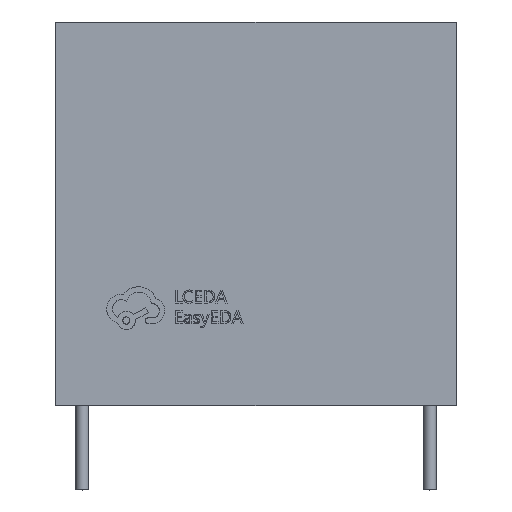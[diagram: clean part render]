
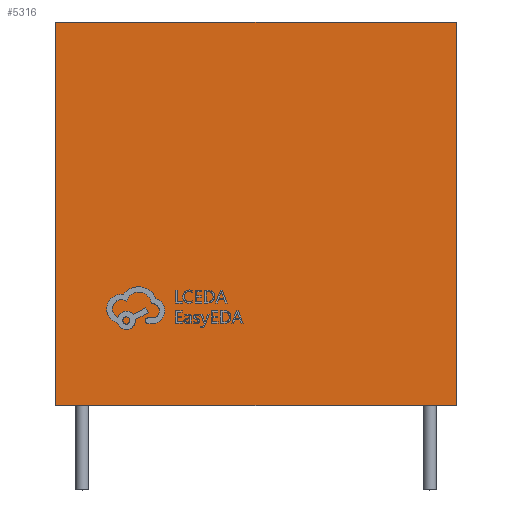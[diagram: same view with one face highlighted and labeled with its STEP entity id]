
A CAD part, top view. The second image highlights one B-rep face of the part: STEP entity #5316.
In plain terms, the highlighted face is planar.
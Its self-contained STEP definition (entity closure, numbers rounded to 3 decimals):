
#409=PLANE('',#5659);
#601=FACE_OUTER_BOUND('',#914,.T.);
#914=EDGE_LOOP('',(#3760,#3761,#3762,#3763));
#1229=LINE('',#7105,#1792);
#1265=LINE('',#7344,#1828);
#1268=LINE('',#7351,#1831);
#1270=LINE('',#7354,#1833);
#1792=VECTOR('',#5969,1.);
#1828=VECTOR('',#6007,1.);
#1831=VECTOR('',#6014,1.);
#1833=VECTOR('',#6018,1.);
#2366=VERTEX_POINT('',#7101);
#2368=VERTEX_POINT('',#7104);
#2412=VERTEX_POINT('',#7342);
#2414=VERTEX_POINT('',#7350);
#2901=EDGE_CURVE('',#2368,#2366,#1229,.T.);
#2947=EDGE_CURVE('',#2412,#2366,#1265,.T.);
#2950=EDGE_CURVE('',#2414,#2368,#1268,.T.);
#2952=EDGE_CURVE('',#2414,#2412,#1270,.T.);
#3760=ORIENTED_EDGE('',*,*,#2901,.T.);
#3761=ORIENTED_EDGE('',*,*,#2947,.F.);
#3762=ORIENTED_EDGE('',*,*,#2952,.F.);
#3763=ORIENTED_EDGE('',*,*,#2950,.T.);
#5316=ADVANCED_FACE('',(#601),#409,.F.);
#5659=AXIS2_PLACEMENT_3D('',#7353,#6016,#6017);
#5969=DIRECTION('',(1.,0.,0.));
#6007=DIRECTION('',(0.,0.,-1.));
#6014=DIRECTION('',(0.,0.,-1.));
#6016=DIRECTION('center_axis',(0.,1.,0.));
#6017=DIRECTION('ref_axis',(0.,0.,1.));
#6018=DIRECTION('',(1.,0.,0.));
#7101=CARTESIAN_POINT('',(9.5,-5.05,0.));
#7104=CARTESIAN_POINT('',(-9.5,-5.05,0.));
#7105=CARTESIAN_POINT('',(-9.5,-5.05,0.));
#7342=CARTESIAN_POINT('',(9.5,-5.05,18.2));
#7344=CARTESIAN_POINT('',(9.5,-5.05,18.2));
#7350=CARTESIAN_POINT('',(-9.5,-5.05,18.2));
#7351=CARTESIAN_POINT('',(-9.5,-5.05,18.2));
#7353=CARTESIAN_POINT('Origin',(-9.5,-5.05,18.2));
#7354=CARTESIAN_POINT('',(-9.5,-5.05,18.2));
